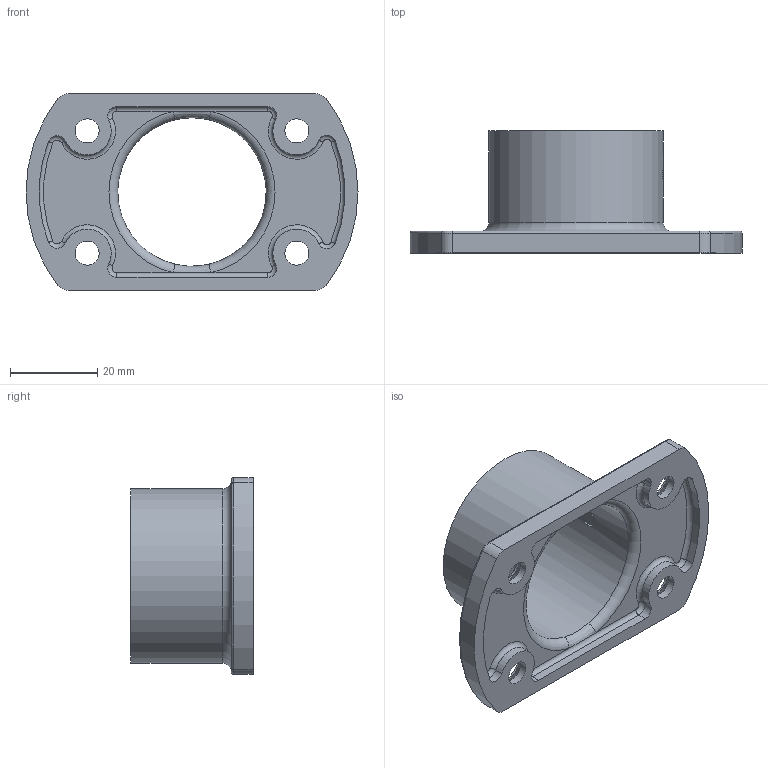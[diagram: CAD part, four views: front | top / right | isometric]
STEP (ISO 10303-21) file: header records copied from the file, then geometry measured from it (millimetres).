
FILE_DESCRIPTION (( 'STEP AP203' ), '1' );
FILE_NAME ('54170-240.step', '2021-11-26T07:26:27', ( '' ), ( '' ), 'SwSTEP 2.0', 'SolidWorks 2018', '' );
FILE_SCHEMA (( 'CONFIG_CONTROL_DESIGN' ));
Length unit declared in the file: millimetre
Products named in the file (5): 54170-240; DIN913 M5x3_DIN913 M5x6; 54170-240 Teil1; DIN913 M5x3
Assembly tree (2 placements, depth 2):
  54170-240
    54170-240 Teil1
    DIN913 M5x3_DIN913 M5x6
  54170-240 Teil1
  DIN913 M5x3
Bounding box: 76 x 28 x 45 mm (x, y, z)
Volume: 14882 mm3; surface area: 11756.3 mm2
Topology: 2 solids, 2 shells, 86 faces, 202 edges, 121 vertices
Faces by surface type: cylinder 36, torus 23, plane 19, cone 6, bspline 2
Full cylindrical faces by diameter (mm): 4.2 x1, 5 x1, 5.5 x4, 11 x4, 34 x1, 40 x1
Entity records: 3015 total; most frequent: CARTESIAN_POINT 584, DIRECTION 472, ORIENTED_EDGE 362, AXIS2_PLACEMENT_3D 207, EDGE_CURVE 181, VERTEX_POINT 119, EDGE_LOOP 118, CIRCLE 117
